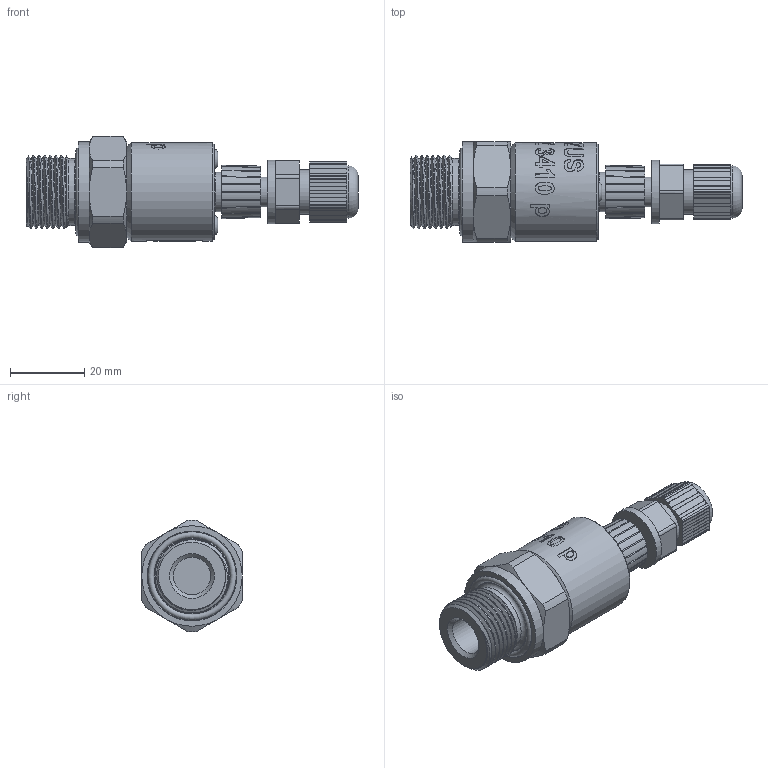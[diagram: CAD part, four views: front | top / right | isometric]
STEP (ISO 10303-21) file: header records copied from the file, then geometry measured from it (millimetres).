
FILE_DESCRIPTION(/* description */ (''),/* implementation_level */ '2;1');
FILE_NAME(/* name */ 'ASZ3410p_M20x1,5DIN-openport-pvdf_M12x1-straight.step',/* time_stamp */ '2021-07-29T10:35:54+03:00',/* author */ (''),/* organization */ (''),/* preprocessor_version */ 'ST-DEVELOPER v18.1',/* originating_system */ 'Autodesk Translation Framework v10.9.0.1377',/* authorisation */ '');
FILE_SCHEMA (('AUTOMOTIVE_DESIGN { 1 0 10303 214 3 1 1 }'));
Length unit declared in the file: millimetre
Products named in the file (4): АСЗ 3420(3410) p - filled; block; M12x1 female straight v9; M20x1,5DIN openport PVDF (not real) v2
Assembly tree (3 placements, depth 2):
  АСЗ 3420(3410) p - filled
    block
    M12x1 female straight v9
    M20x1,5DIN openport PVDF (not real) v2
Bounding box: 89.14 x 27 x 29.99 mm (x, y, z)
Volume: 28327.5 mm3; surface area: 12353.5 mm2
Topology: 5 solids, 7 shells, 740 faces, 1986 edges, 1311 vertices
Faces by surface type: bspline 348, plane 238, cylinder 98, cone 42, torus 14
Full cylindrical faces by diameter (mm): 1 x8, 4.34 x2, 5.4 x2, 7.3 x1, 8 x3, 8.2 x1, 10 x1, 10.293 x1, 10.6 x2, 10.741 x5, 11.884 x4, 12 x1, 14 x1, 17 x1, 18 x1, 18.137 x6, 19.85 x6, 20.5 x1, 23.7 x1, 26.5 x1, 26.98 x1
Entity records: 31732 total; most frequent: CARTESIAN_POINT 15421, ORIENTED_EDGE 3972, DIRECTION 2291, EDGE_CURVE 1986, VERTEX_POINT 1311, LINE 915, VECTOR 915, EDGE_LOOP 795
